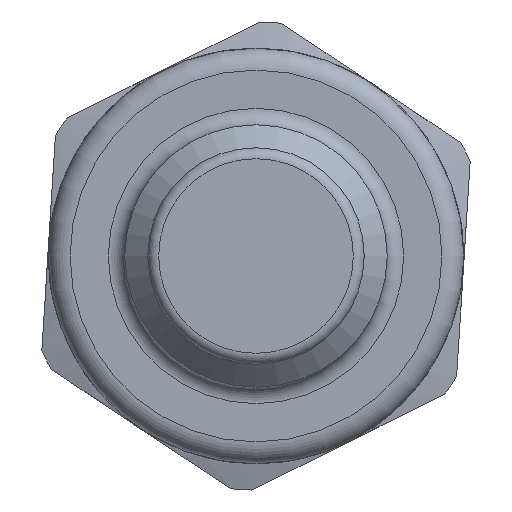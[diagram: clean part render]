
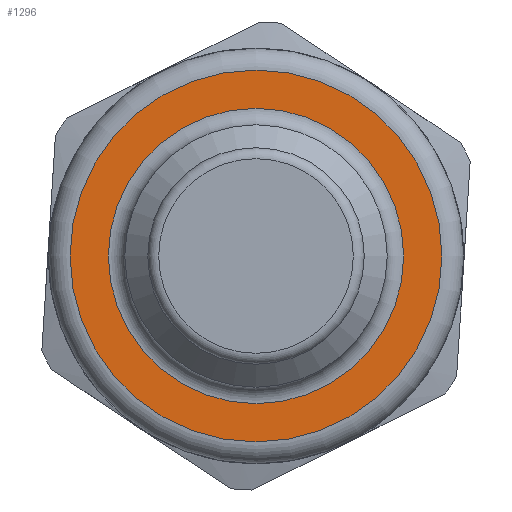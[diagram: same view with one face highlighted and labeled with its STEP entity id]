
A CAD part, left-side view. The second image highlights one B-rep face of the part: STEP entity #1296.
In plain terms, the highlighted planar face has unit normal (-1, 0, 0).
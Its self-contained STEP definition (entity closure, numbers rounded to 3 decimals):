
#1254=CARTESIAN_POINT('',(20.0,8.5,0.0));
#1255=VERTEX_POINT('',#1254);
#1256=CARTESIAN_POINT('',(20.0,0.0,0.0));
#1257=DIRECTION('',(1.0,0.0,0.0));
#1258=DIRECTION('',(0.0,-1.0,0.0));
#1259=AXIS2_PLACEMENT_3D('',#1256,#1257,#1258);
#1260=CIRCLE('',#1259,8.5);
#1261=EDGE_CURVE('',#1255,#1255,#1260,.T.);
#1277=CARTESIAN_POINT('',(20.0,7.75,0.0));
#1278=DIRECTION('',(-1.0,0.0,0.0));
#1279=DIRECTION('',(0.0,0.0,1.0));
#1280=AXIS2_PLACEMENT_3D('',#1277,#1278,#1279);
#1281=PLANE('',#1280);
#1282=ORIENTED_EDGE('',*,*,#1261,.F.);
#1283=EDGE_LOOP('',(#1282));
#1284=FACE_OUTER_BOUND('',#1283,.T.);
#1285=CARTESIAN_POINT('',(20.0,6.75,0.));
#1286=VERTEX_POINT('',#1285);
#1287=CARTESIAN_POINT('',(20.0,0.0,0.0));
#1288=DIRECTION('',(-1.0,0.0,0.0));
#1289=DIRECTION('',(0.0,-1.0,0.0));
#1290=AXIS2_PLACEMENT_3D('',#1287,#1288,#1289);
#1291=CIRCLE('',#1290,6.75);
#1292=EDGE_CURVE('',#1286,#1286,#1291,.T.);
#1293=ORIENTED_EDGE('',*,*,#1292,.F.);
#1294=EDGE_LOOP('',(#1293));
#1295=FACE_BOUND('',#1294,.T.);
#1296=ADVANCED_FACE('',(#1284,#1295),#1281,.T.);
